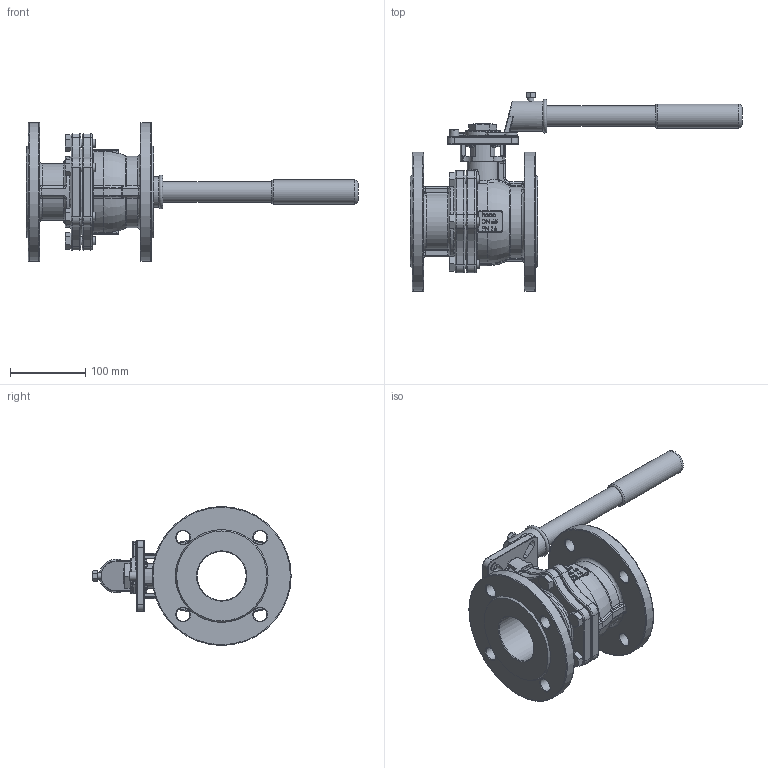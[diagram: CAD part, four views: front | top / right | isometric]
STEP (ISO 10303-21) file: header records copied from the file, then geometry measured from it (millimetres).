
FILE_DESCRIPTION (( 'STEP AP214' ), '1' );
FILE_NAME ('FK-212-000-4 Flanschkugelhahn 1712.STEP', '2019-07-24T07:55:44', ( '' ), ( '' ), 'SwSTEP 2.0', 'SolidWorks 2016', '' );
FILE_SCHEMA (( 'AUTOMOTIVE_DESIGN' ));
Length unit declared in the file: millimetre
Products named in the file (1): FK-212-000-4 Flanschkugelhahn 1712
Bounding box: 442 x 264.04 x 185 mm (x, y, z)
Volume: 1897003.6 mm3; surface area: 293489.6 mm2
Topology: 1 solids, 2 shells, 1249 faces, 3087 edges, 1881 vertices
Faces by surface type: plane 395, bspline 279, cylinder 262, torus 191, cone 100, sphere 22
Full cylindrical faces by diameter (mm): 8 x1, 11.11 x12, 11.99 x1, 12 x1, 18 x8, 23 x1, 27 x1, 32 x3, 39 x1, 40 x1, 47.5 x1, 50 x1, 55 x1, 65 x1, 94 x1, 115 x1, 185 x2
Entity records: 54117 total; most frequent: CARTESIAN_POINT 23378, ORIENTED_EDGE 5846, DIRECTION 5141, EDGE_CURVE 2923, AXIS2_PLACEMENT_3D 1957, VERTEX_POINT 1833, EDGE_LOOP 1452, FACE_OUTER_BOUND 1305
